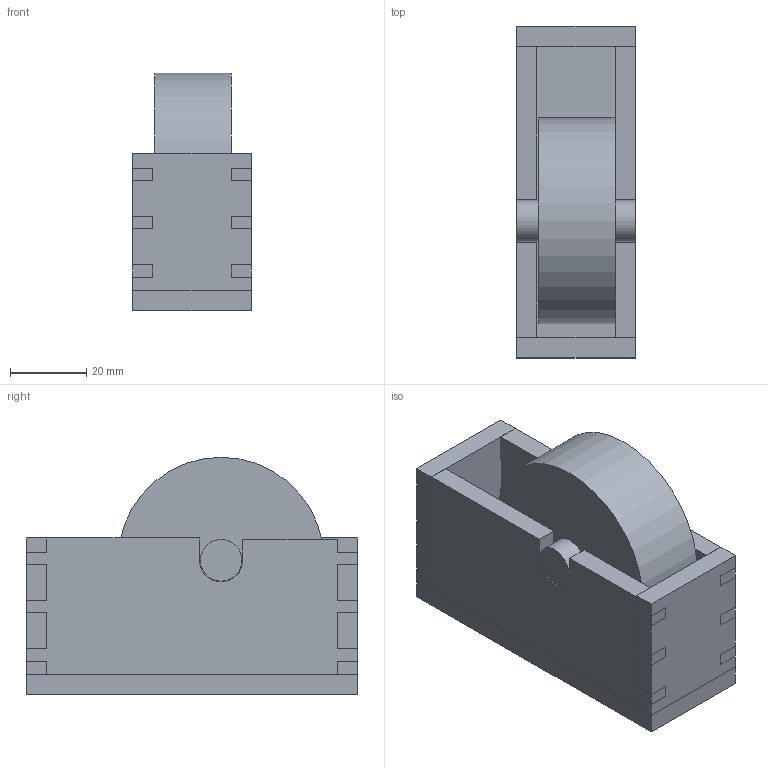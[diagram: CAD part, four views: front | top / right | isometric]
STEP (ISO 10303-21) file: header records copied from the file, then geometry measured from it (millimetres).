
FILE_DESCRIPTION(/* description */ (''),/* implementation_level */ '2;1');
FILE_NAME(/* name */ 'tape dispenser.stp',/* time_stamp */ '2014-04-29T09:30:21-07:00',/* author */ (''),/* organization */ (''),/* preprocessor_version */ 'ST-DEVELOPER v14',/* originating_system */ 'SIEMENS PLM Software NX 8.0',/* authorisation */ '');
FILE_SCHEMA (('AP203_CONFIGURATION_CONTROLLED_3D_DESIGN_OF_MECHANICAL_PARTS_AND_ASSEMBLIES_MIM_LF { 1 0 10303 403 2 1 2}'));
Length unit declared in the file: inch
Products named in the file (1): mars0818B2A5sw9z
Bounding box: 31.17 x 86.92 x 62.19 mm (x, y, z)
Volume: 104932.9 mm3; surface area: 37031.9 mm2
Topology: 8 solids, 8 shells, 143 faces, 383 edges, 256 vertices
Faces by surface type: plane 138, cylinder 5
Full cylindrical faces by diameter (mm): 10.897 x2, 53.975 x1
Entity records: 4430 total; most frequent: CARTESIAN_POINT 776, ORIENTED_EDGE 756, DIRECTION 676, EDGE_CURVE 378, LINE 368, VECTOR 368, VERTEX_POINT 254, AXIS2_PLACEMENT_3D 154
